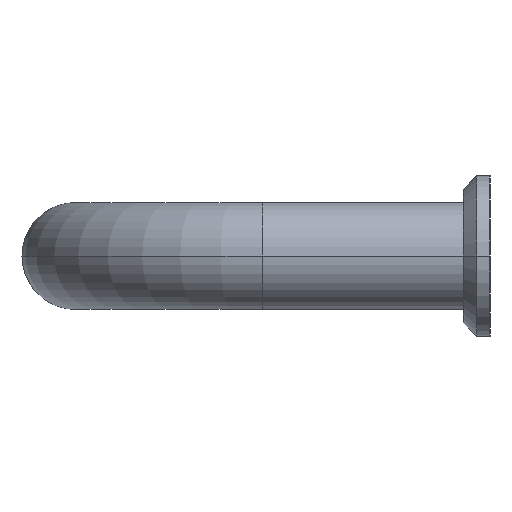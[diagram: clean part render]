
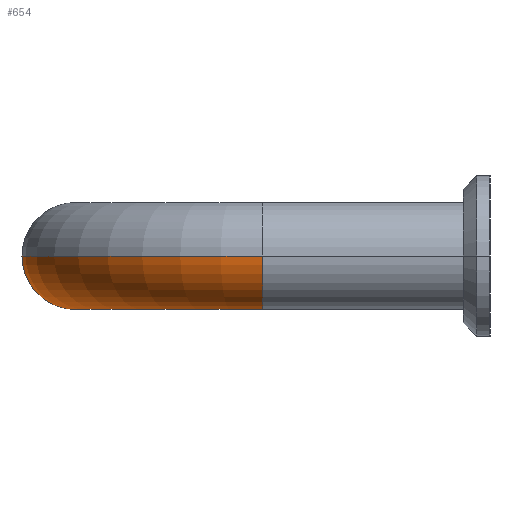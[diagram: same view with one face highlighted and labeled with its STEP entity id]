
A CAD part, left-side view. The second image highlights one B-rep face of the part: STEP entity #654.
In plain terms, the highlighted toroidal (fillet/blend) face has major radius 14 mm and minor radius 4 mm.
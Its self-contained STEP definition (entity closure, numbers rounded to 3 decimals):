
#362=VERTEX_POINT('',#876);
#442=EDGE_CURVE('',#362,#538,#962,.T.);
#452=VERTEX_POINT('',#972);
#460=EDGE_CURVE('',#666,#538,#980,.T.);
#462=EDGE_CURVE('',#452,#468,#982,.T.);
#466=EDGE_CURVE('',#468,#362,#986,.T.);
#468=VERTEX_POINT('',#988);
#476=EDGE_CURVE('',#666,#452,#996,.T.);
#538=VERTEX_POINT('',#1064);
#654=ADVANCED_FACE('',(#1203),#1204,.T.);
#666=VERTEX_POINT('',#1218);
#876=CARTESIAN_POINT('',(14.0,35.0,0.));
#962=CIRCLE('',#1592,18.0);
#972=CARTESIAN_POINT('',(14.0,27.0,0.));
#980=CIRCLE('',#1617,4.0);
#982=CIRCLE('',#1620,4.0);
#986=CIRCLE('',#1625,4.0);
#988=CARTESIAN_POINT('',(14.0,31.0,-4.0));
#996=CIRCLE('',#1639,10.0);
#1064=CARTESIAN_POINT('',(-4.0,17.0,0.));
#1203=FACE_OUTER_BOUND('',#1906,.T.);
#1204=TOROIDAL_SURFACE('',#1907,14.0,4.0);
#1218=CARTESIAN_POINT('',(4.0,17.0,0.0));
#1592=AXIS2_PLACEMENT_3D('',#2273,#2274,#2275);
#1617=AXIS2_PLACEMENT_3D('',#2289,#2290,#2291);
#1620=AXIS2_PLACEMENT_3D('',#2292,#2293,#2294);
#1625=AXIS2_PLACEMENT_3D('',#2295,#2296,#2297);
#1639=AXIS2_PLACEMENT_3D('',#2307,#2308,#2309);
#1906=EDGE_LOOP('',(#2574,#2575,#2576,#2577,#2578));
#1907=AXIS2_PLACEMENT_3D('',#2579,#2580,#2581);
#2273=CARTESIAN_POINT('',(14.0,17.0,0.));
#2274=DIRECTION('',(0.0,0.0,1.0));
#2275=DIRECTION('',(1.0,0.0,0.0));
#2289=CARTESIAN_POINT('',(0.0,17.0,0.0));
#2290=DIRECTION('',(-0.0,1.0,0.0));
#2291=DIRECTION('',(1.0,0.0,0.0));
#2292=CARTESIAN_POINT('',(14.0,31.0,0.0));
#2293=DIRECTION('',(1.0,0.0,0.0));
#2294=DIRECTION('',(0.0,1.0,0.0));
#2295=CARTESIAN_POINT('',(14.0,31.0,0.0));
#2296=DIRECTION('',(1.0,0.0,0.0));
#2297=DIRECTION('',(0.0,1.0,0.0));
#2307=CARTESIAN_POINT('',(14.0,17.0,0.));
#2308=DIRECTION('',(0.0,0.0,-1.0));
#2309=DIRECTION('',(1.0,0.0,0.0));
#2574=ORIENTED_EDGE('',*,*,#442,.F.);
#2575=ORIENTED_EDGE('',*,*,#466,.F.);
#2576=ORIENTED_EDGE('',*,*,#462,.F.);
#2577=ORIENTED_EDGE('',*,*,#476,.F.);
#2578=ORIENTED_EDGE('',*,*,#460,.T.);
#2579=CARTESIAN_POINT('',(14.0,17.0,0.0));
#2580=DIRECTION('',(0.0,0.0,1.0));
#2581=DIRECTION('',(1.0,0.0,0.0));
